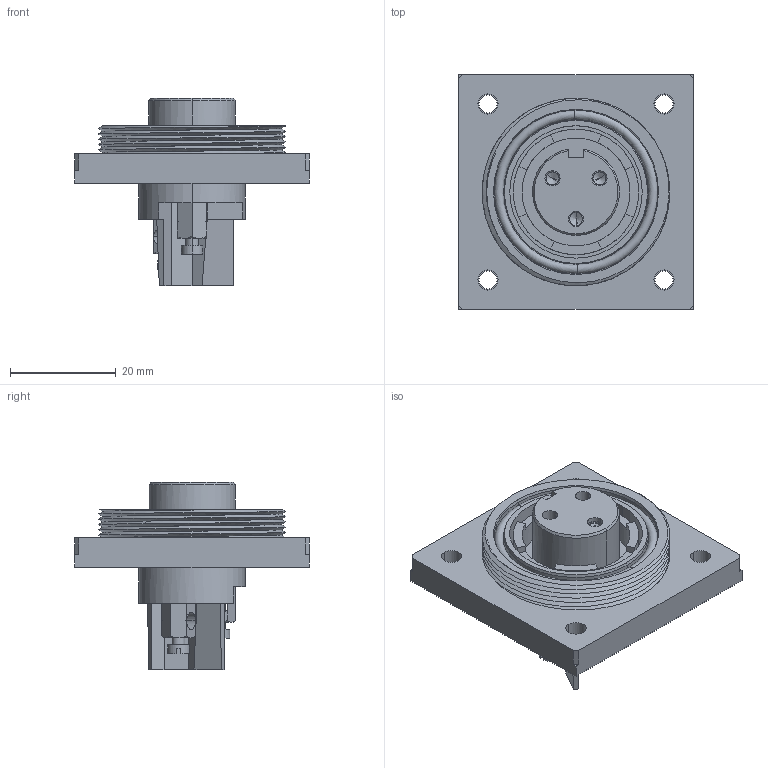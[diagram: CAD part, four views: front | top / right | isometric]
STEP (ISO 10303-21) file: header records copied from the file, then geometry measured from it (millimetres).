
FILE_DESCRIPTION(('STEP AP242'),'1');
FILE_NAME('px0765-03s.stp','2023-10-18T12:16:26',('TraceParts'),('TraceParts S.A.'),'Spatial InterOp 3D',' ',' ');
FILE_SCHEMA(('AP242_MANAGED_MODEL_BASED_3D_ENGINEERING_MIM_LF {1 0 10303 442 1 1 4}'));
Length unit declared in the file: millimetre
Products named in the file (1): px0765-03s_1
Bounding box: 44.45 x 44.45 x 35.56 mm (x, y, z)
Volume: 18167 mm3; surface area: 12148.9 mm2
Topology: 4 solids, 4 shells, 318 faces, 860 edges, 555 vertices
Faces by surface type: plane 161, cylinder 95, cone 48, sphere 6, torus 4, bspline 4
Entity records: 15258 total; most frequent: CARTESIAN_POINT 7236, ORIENTED_EDGE 1696, DIRECTION 1642, EDGE_CURVE 848, AXIS2_PLACEMENT_3D 594, VERTEX_POINT 555, LINE 454, VECTOR 454
